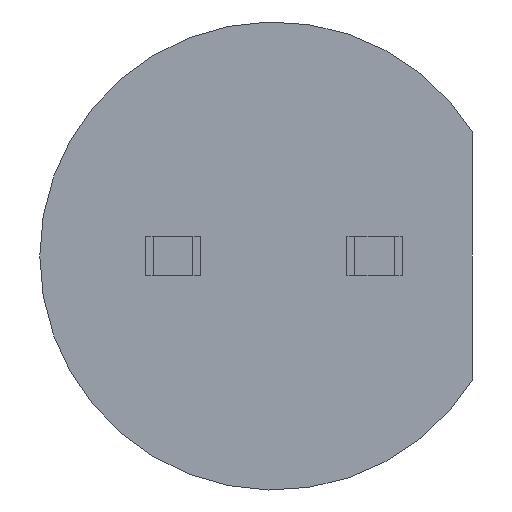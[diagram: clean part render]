
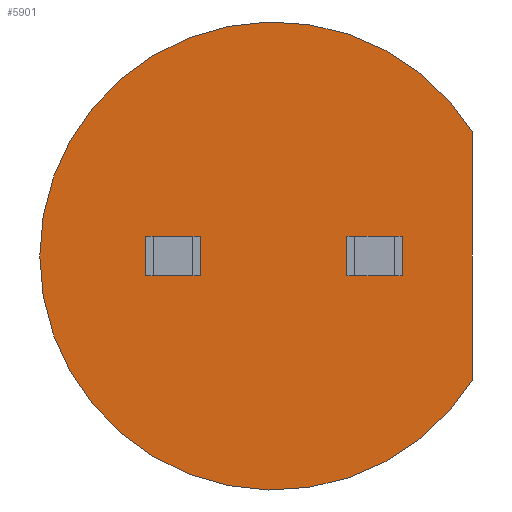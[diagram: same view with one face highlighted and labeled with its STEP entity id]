
A CAD part, front view. The second image highlights one B-rep face of the part: STEP entity #5901.
In plain terms, the highlighted planar face has unit normal (0, -1, 0).
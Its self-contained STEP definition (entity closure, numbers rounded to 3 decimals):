
#365=PLANE('',#6244);
#571=LINE('',#7515,#1181);
#710=LINE('',#9260,#1320);
#711=LINE('',#9264,#1321);
#712=LINE('',#9266,#1322);
#713=LINE('',#9268,#1323);
#714=LINE('',#9269,#1324);
#715=LINE('',#9271,#1325);
#716=LINE('',#9273,#1326);
#717=LINE('',#9274,#1327);
#1181=VECTOR('',#6472,1.);
#1320=VECTOR('',#6623,1.);
#1321=VECTOR('',#6626,1.);
#1322=VECTOR('',#6627,1.);
#1323=VECTOR('',#6628,1.);
#1324=VECTOR('',#6629,1.);
#1325=VECTOR('',#6630,1.);
#1326=VECTOR('',#6631,1.);
#1327=VECTOR('',#6632,1.);
#1803=FACE_BOUND('',#2156,.T.);
#1804=FACE_BOUND('',#2157,.T.);
#1816=FACE_OUTER_BOUND('',#2155,.T.);
#2155=EDGE_LOOP('',(#4149,#4150));
#2156=EDGE_LOOP('',(#4151,#4152,#4153,#4154));
#2157=EDGE_LOOP('',(#4155,#4156,#4157,#4158));
#2474=CIRCLE('',#6236,2.95);
#2479=VERTEX_POINT('',#7486);
#2480=VERTEX_POINT('',#7488);
#2481=VERTEX_POINT('',#7492);
#2492=VERTEX_POINT('',#7513);
#2729=VERTEX_POINT('',#9262);
#2730=VERTEX_POINT('',#9263);
#2731=VERTEX_POINT('',#9265);
#2732=VERTEX_POINT('',#9267);
#2733=VERTEX_POINT('',#9270);
#2734=VERTEX_POINT('',#9272);
#3043=EDGE_CURVE('',#2479,#2480,#2474,.T.);
#3056=EDGE_CURVE('',#2492,#2481,#571,.T.);
#3295=EDGE_CURVE('',#2479,#2480,#710,.T.);
#3296=EDGE_CURVE('',#2729,#2730,#711,.T.);
#3297=EDGE_CURVE('',#2731,#2729,#712,.T.);
#3298=EDGE_CURVE('',#2731,#2732,#713,.T.);
#3299=EDGE_CURVE('',#2732,#2730,#714,.T.);
#3300=EDGE_CURVE('',#2481,#2733,#715,.T.);
#3301=EDGE_CURVE('',#2492,#2734,#716,.T.);
#3302=EDGE_CURVE('',#2734,#2733,#717,.T.);
#4149=ORIENTED_EDGE('',*,*,#3295,.T.);
#4150=ORIENTED_EDGE('',*,*,#3043,.F.);
#4151=ORIENTED_EDGE('',*,*,#3296,.F.);
#4152=ORIENTED_EDGE('',*,*,#3297,.F.);
#4153=ORIENTED_EDGE('',*,*,#3298,.T.);
#4154=ORIENTED_EDGE('',*,*,#3299,.T.);
#4155=ORIENTED_EDGE('',*,*,#3300,.F.);
#4156=ORIENTED_EDGE('',*,*,#3056,.F.);
#4157=ORIENTED_EDGE('',*,*,#3301,.T.);
#4158=ORIENTED_EDGE('',*,*,#3302,.T.);
#5901=ADVANCED_FACE('',(#1816,#1803,#1804),#365,.F.);
#6236=AXIS2_PLACEMENT_3D('',#7489,#6456,#6457);
#6244=AXIS2_PLACEMENT_3D('',#9261,#6624,#6625);
#6456=DIRECTION('center_axis',(0.,1.,0.));
#6457=DIRECTION('ref_axis',(0.,0.,1.));
#6472=DIRECTION('',(-1.,0.,0.));
#6623=DIRECTION('',(0.,0.,1.));
#6624=DIRECTION('center_axis',(0.,1.,0.));
#6625=DIRECTION('ref_axis',(0.,0.,1.));
#6626=DIRECTION('',(0.,0.,-1.));
#6627=DIRECTION('',(-1.,0.,0.));
#6628=DIRECTION('',(0.,0.,-1.));
#6629=DIRECTION('',(-1.,0.,0.));
#6630=DIRECTION('',(0.,0.,-1.));
#6631=DIRECTION('',(0.,0.,-1.));
#6632=DIRECTION('',(-1.,0.,0.));
#7486=CARTESIAN_POINT('',(2.5,0.,-1.566));
#7488=CARTESIAN_POINT('',(2.5,0.,1.566));
#7489=CARTESIAN_POINT('Origin',(0.,0.,0.));
#7492=CARTESIAN_POINT('',(-1.52,0.,0.25));
#7513=CARTESIAN_POINT('',(-1.02,0.,0.25));
#7515=CARTESIAN_POINT('',(0.5,0.,0.25));
#9260=CARTESIAN_POINT('',(2.5,0.,0.));
#9261=CARTESIAN_POINT('Origin',(-6.631,0.,0.));
#9262=CARTESIAN_POINT('',(1.02,0.,0.25));
#9263=CARTESIAN_POINT('',(1.02,0.,-0.25));
#9264=CARTESIAN_POINT('',(1.02,0.,0.25));
#9265=CARTESIAN_POINT('',(1.52,0.,0.25));
#9266=CARTESIAN_POINT('',(0.5,0.,0.25));
#9267=CARTESIAN_POINT('',(1.52,0.,-0.25));
#9268=CARTESIAN_POINT('',(1.52,0.,0.25));
#9269=CARTESIAN_POINT('',(0.5,0.,-0.25));
#9270=CARTESIAN_POINT('',(-1.52,0.,-0.25));
#9271=CARTESIAN_POINT('',(-1.52,0.,0.25));
#9272=CARTESIAN_POINT('',(-1.02,0.,-0.25));
#9273=CARTESIAN_POINT('',(-1.02,0.,0.25));
#9274=CARTESIAN_POINT('',(0.5,0.,-0.25));
